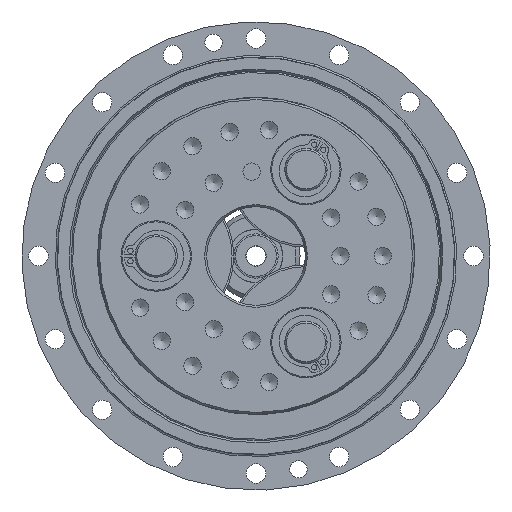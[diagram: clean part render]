
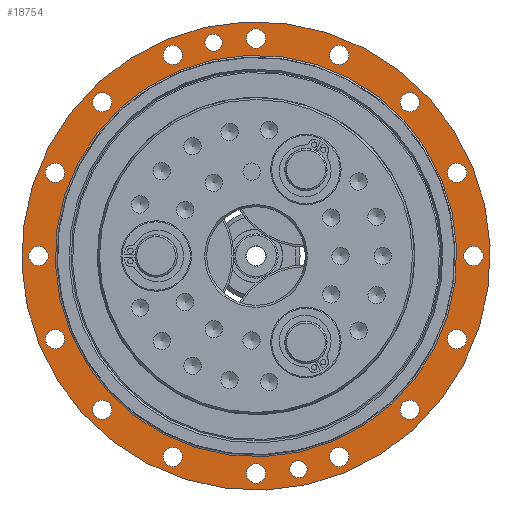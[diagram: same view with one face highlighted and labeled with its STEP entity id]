
A CAD part, left-side view. The second image highlights one B-rep face of the part: STEP entity #18754.
In plain terms, the highlighted planar face has unit normal (-1, 0, 0).
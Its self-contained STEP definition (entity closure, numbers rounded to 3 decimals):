
#526=FACE_BOUND('',#3266,.T.);
#527=FACE_BOUND('',#3267,.T.);
#528=FACE_BOUND('',#3268,.T.);
#529=FACE_BOUND('',#3269,.T.);
#530=FACE_BOUND('',#3270,.T.);
#531=FACE_BOUND('',#3271,.T.);
#532=FACE_BOUND('',#3272,.T.);
#533=FACE_BOUND('',#3273,.T.);
#534=FACE_BOUND('',#3274,.T.);
#535=FACE_BOUND('',#3275,.T.);
#536=FACE_BOUND('',#3276,.T.);
#537=FACE_BOUND('',#3277,.T.);
#538=FACE_BOUND('',#3278,.T.);
#539=FACE_BOUND('',#3279,.T.);
#540=FACE_BOUND('',#3280,.T.);
#541=FACE_BOUND('',#3281,.T.);
#542=FACE_BOUND('',#3282,.T.);
#543=FACE_BOUND('',#3283,.T.);
#544=FACE_BOUND('',#3284,.T.);
#939=PLANE('',#21408);
#1990=FACE_OUTER_BOUND('',#3265,.T.);
#3265=EDGE_LOOP('',(#15905));
#3266=EDGE_LOOP('',(#15906));
#3267=EDGE_LOOP('',(#15907));
#3268=EDGE_LOOP('',(#15908));
#3269=EDGE_LOOP('',(#15909));
#3270=EDGE_LOOP('',(#15910));
#3271=EDGE_LOOP('',(#15911));
#3272=EDGE_LOOP('',(#15912));
#3273=EDGE_LOOP('',(#15913));
#3274=EDGE_LOOP('',(#15914));
#3275=EDGE_LOOP('',(#15915));
#3276=EDGE_LOOP('',(#15916));
#3277=EDGE_LOOP('',(#15917));
#3278=EDGE_LOOP('',(#15918));
#3279=EDGE_LOOP('',(#15919));
#3280=EDGE_LOOP('',(#15920));
#3281=EDGE_LOOP('',(#15921));
#3282=EDGE_LOOP('',(#15922));
#3283=EDGE_LOOP('',(#15923));
#3284=EDGE_LOOP('',(#15924));
#4799=CIRCLE('',#21316,66.5);
#4809=CIRCLE('',#21334,2.75);
#4811=CIRCLE('',#21337,2.75);
#4813=CIRCLE('',#21340,2.75);
#4815=CIRCLE('',#21343,2.75);
#4817=CIRCLE('',#21346,2.75);
#4819=CIRCLE('',#21349,2.75);
#4821=CIRCLE('',#21352,2.75);
#4823=CIRCLE('',#21355,2.75);
#4825=CIRCLE('',#21358,2.75);
#4827=CIRCLE('',#21361,2.75);
#4829=CIRCLE('',#21364,2.75);
#4831=CIRCLE('',#21367,2.75);
#4833=CIRCLE('',#21370,2.75);
#4835=CIRCLE('',#21373,2.75);
#4837=CIRCLE('',#21376,2.75);
#4839=CIRCLE('',#21379,2.75);
#4841=CIRCLE('',#21382,2.459);
#4843=CIRCLE('',#21385,2.459);
#4857=CIRCLE('',#21409,57.);
#8324=VERTEX_POINT('',#34498);
#8334=VERTEX_POINT('',#34531);
#8336=VERTEX_POINT('',#34537);
#8338=VERTEX_POINT('',#34543);
#8340=VERTEX_POINT('',#34549);
#8342=VERTEX_POINT('',#34555);
#8344=VERTEX_POINT('',#34561);
#8346=VERTEX_POINT('',#34567);
#8348=VERTEX_POINT('',#34573);
#8350=VERTEX_POINT('',#34579);
#8352=VERTEX_POINT('',#34585);
#8354=VERTEX_POINT('',#34591);
#8356=VERTEX_POINT('',#34597);
#8358=VERTEX_POINT('',#34603);
#8360=VERTEX_POINT('',#34609);
#8362=VERTEX_POINT('',#34615);
#8364=VERTEX_POINT('',#34621);
#8366=VERTEX_POINT('',#34627);
#8368=VERTEX_POINT('',#34633);
#8382=VERTEX_POINT('',#34678);
#10825=EDGE_CURVE('',#8324,#8324,#4799,.T.);
#10839=EDGE_CURVE('',#8334,#8334,#4809,.T.);
#10842=EDGE_CURVE('',#8336,#8336,#4811,.T.);
#10845=EDGE_CURVE('',#8338,#8338,#4813,.T.);
#10848=EDGE_CURVE('',#8340,#8340,#4815,.T.);
#10851=EDGE_CURVE('',#8342,#8342,#4817,.T.);
#10854=EDGE_CURVE('',#8344,#8344,#4819,.T.);
#10857=EDGE_CURVE('',#8346,#8346,#4821,.T.);
#10860=EDGE_CURVE('',#8348,#8348,#4823,.T.);
#10863=EDGE_CURVE('',#8350,#8350,#4825,.T.);
#10866=EDGE_CURVE('',#8352,#8352,#4827,.T.);
#10869=EDGE_CURVE('',#8354,#8354,#4829,.T.);
#10872=EDGE_CURVE('',#8356,#8356,#4831,.T.);
#10875=EDGE_CURVE('',#8358,#8358,#4833,.T.);
#10878=EDGE_CURVE('',#8360,#8360,#4835,.T.);
#10881=EDGE_CURVE('',#8362,#8362,#4837,.T.);
#10884=EDGE_CURVE('',#8364,#8364,#4839,.T.);
#10887=EDGE_CURVE('',#8366,#8366,#4841,.T.);
#10890=EDGE_CURVE('',#8368,#8368,#4843,.T.);
#10911=EDGE_CURVE('',#8382,#8382,#4857,.T.);
#15905=ORIENTED_EDGE('',*,*,#10825,.T.);
#15906=ORIENTED_EDGE('',*,*,#10839,.T.);
#15907=ORIENTED_EDGE('',*,*,#10842,.T.);
#15908=ORIENTED_EDGE('',*,*,#10845,.T.);
#15909=ORIENTED_EDGE('',*,*,#10848,.T.);
#15910=ORIENTED_EDGE('',*,*,#10851,.T.);
#15911=ORIENTED_EDGE('',*,*,#10854,.T.);
#15912=ORIENTED_EDGE('',*,*,#10857,.T.);
#15913=ORIENTED_EDGE('',*,*,#10860,.T.);
#15914=ORIENTED_EDGE('',*,*,#10863,.T.);
#15915=ORIENTED_EDGE('',*,*,#10866,.T.);
#15916=ORIENTED_EDGE('',*,*,#10869,.T.);
#15917=ORIENTED_EDGE('',*,*,#10872,.T.);
#15918=ORIENTED_EDGE('',*,*,#10875,.T.);
#15919=ORIENTED_EDGE('',*,*,#10878,.T.);
#15920=ORIENTED_EDGE('',*,*,#10881,.T.);
#15921=ORIENTED_EDGE('',*,*,#10884,.T.);
#15922=ORIENTED_EDGE('',*,*,#10887,.T.);
#15923=ORIENTED_EDGE('',*,*,#10890,.T.);
#15924=ORIENTED_EDGE('',*,*,#10911,.F.);
#18754=ADVANCED_FACE('',(#1990,#526,#527,#528,#529,#530,#531,#532,#533,
#534,#535,#536,#537,#538,#539,#540,#541,#542,#543,#544),#939,.F.);
#21316=AXIS2_PLACEMENT_3D('',#34500,#27262,#27263);
#21334=AXIS2_PLACEMENT_3D('',#34532,#27302,#27303);
#21337=AXIS2_PLACEMENT_3D('',#34538,#27309,#27310);
#21340=AXIS2_PLACEMENT_3D('',#34544,#27316,#27317);
#21343=AXIS2_PLACEMENT_3D('',#34550,#27323,#27324);
#21346=AXIS2_PLACEMENT_3D('',#34556,#27330,#27331);
#21349=AXIS2_PLACEMENT_3D('',#34562,#27337,#27338);
#21352=AXIS2_PLACEMENT_3D('',#34568,#27344,#27345);
#21355=AXIS2_PLACEMENT_3D('',#34574,#27351,#27352);
#21358=AXIS2_PLACEMENT_3D('',#34580,#27358,#27359);
#21361=AXIS2_PLACEMENT_3D('',#34586,#27365,#27366);
#21364=AXIS2_PLACEMENT_3D('',#34592,#27372,#27373);
#21367=AXIS2_PLACEMENT_3D('',#34598,#27379,#27380);
#21370=AXIS2_PLACEMENT_3D('',#34604,#27386,#27387);
#21373=AXIS2_PLACEMENT_3D('',#34610,#27393,#27394);
#21376=AXIS2_PLACEMENT_3D('',#34616,#27400,#27401);
#21379=AXIS2_PLACEMENT_3D('',#34622,#27407,#27408);
#21382=AXIS2_PLACEMENT_3D('',#34628,#27414,#27415);
#21385=AXIS2_PLACEMENT_3D('',#34634,#27421,#27422);
#21408=AXIS2_PLACEMENT_3D('',#34677,#27474,#27475);
#21409=AXIS2_PLACEMENT_3D('',#34679,#27476,#27477);
#27262=DIRECTION('center_axis',(-1.,0.,0.));
#27263=DIRECTION('ref_axis',(0.,0.383,0.924));
#27302=DIRECTION('center_axis',(1.,0.,0.));
#27303=DIRECTION('ref_axis',(0.,0.383,0.924));
#27309=DIRECTION('center_axis',(1.,0.,0.));
#27310=DIRECTION('ref_axis',(0.,0.,1.));
#27316=DIRECTION('center_axis',(1.,0.,0.));
#27317=DIRECTION('ref_axis',(0.,-0.383,0.924));
#27323=DIRECTION('center_axis',(1.,0.,0.));
#27324=DIRECTION('ref_axis',(0.,-0.707,0.707));
#27330=DIRECTION('center_axis',(1.,0.,0.));
#27331=DIRECTION('ref_axis',(0.,-0.924,0.383));
#27337=DIRECTION('center_axis',(1.,0.,0.));
#27338=DIRECTION('ref_axis',(0.,-1.,0.));
#27344=DIRECTION('center_axis',(1.,0.,0.));
#27345=DIRECTION('ref_axis',(0.,-0.924,-0.383));
#27351=DIRECTION('center_axis',(1.,0.,0.));
#27352=DIRECTION('ref_axis',(0.,-0.707,-0.707));
#27358=DIRECTION('center_axis',(1.,0.,0.));
#27359=DIRECTION('ref_axis',(0.,-0.383,-0.924));
#27365=DIRECTION('center_axis',(1.,0.,0.));
#27366=DIRECTION('ref_axis',(0.,0.,-1.));
#27372=DIRECTION('center_axis',(1.,0.,0.));
#27373=DIRECTION('ref_axis',(0.,0.383,-0.924));
#27379=DIRECTION('center_axis',(1.,0.,0.));
#27380=DIRECTION('ref_axis',(0.,0.707,-0.707));
#27386=DIRECTION('center_axis',(1.,0.,0.));
#27387=DIRECTION('ref_axis',(0.,0.924,-0.383));
#27393=DIRECTION('center_axis',(1.,0.,0.));
#27394=DIRECTION('ref_axis',(0.,1.,0.));
#27400=DIRECTION('center_axis',(1.,0.,0.));
#27401=DIRECTION('ref_axis',(0.,0.924,0.383));
#27407=DIRECTION('center_axis',(1.,0.,0.));
#27408=DIRECTION('ref_axis',(0.,0.707,0.707));
#27414=DIRECTION('center_axis',(1.,0.,0.));
#27415=DIRECTION('ref_axis',(0.,0.383,0.924));
#27421=DIRECTION('center_axis',(1.,0.,0.));
#27422=DIRECTION('ref_axis',(0.,-0.383,-0.924));
#27474=DIRECTION('center_axis',(1.,0.,0.));
#27475=DIRECTION('ref_axis',(0.,-0.383,-0.924));
#27476=DIRECTION('center_axis',(-1.,0.,0.));
#27477=DIRECTION('ref_axis',(0.,0.383,0.924));
#34498=CARTESIAN_POINT('',(34.,-25.448,-61.438));
#34500=CARTESIAN_POINT('Origin',(34.,0.,0.));
#34531=CARTESIAN_POINT('',(34.,55.997,-26.171));
#34532=CARTESIAN_POINT('Origin',(34.,57.05,-23.631));
#34537=CARTESIAN_POINT('',(34.,61.75,-2.75));
#34538=CARTESIAN_POINT('Origin',(34.,61.75,0.));
#34543=CARTESIAN_POINT('',(34.,58.102,21.09));
#34544=CARTESIAN_POINT('Origin',(34.,57.05,23.631));
#34549=CARTESIAN_POINT('',(34.,45.608,41.719));
#34550=CARTESIAN_POINT('Origin',(34.,43.664,43.664));
#34555=CARTESIAN_POINT('',(34.,26.171,55.997));
#34556=CARTESIAN_POINT('Origin',(34.,23.631,57.05));
#34561=CARTESIAN_POINT('',(34.,2.75,61.75));
#34562=CARTESIAN_POINT('Origin',(34.,0.,61.75));
#34567=CARTESIAN_POINT('',(34.,-21.09,58.102));
#34568=CARTESIAN_POINT('Origin',(34.,-23.631,57.05));
#34573=CARTESIAN_POINT('',(34.,-41.719,45.608));
#34574=CARTESIAN_POINT('Origin',(34.,-43.664,43.664));
#34579=CARTESIAN_POINT('',(34.,-55.997,26.171));
#34580=CARTESIAN_POINT('Origin',(34.,-57.05,23.631));
#34585=CARTESIAN_POINT('',(34.,-61.75,2.75));
#34586=CARTESIAN_POINT('Origin',(34.,-61.75,0.));
#34591=CARTESIAN_POINT('',(34.,-58.102,-21.09));
#34592=CARTESIAN_POINT('Origin',(34.,-57.05,-23.631));
#34597=CARTESIAN_POINT('',(34.,-45.608,-41.719));
#34598=CARTESIAN_POINT('Origin',(34.,-43.664,-43.664));
#34603=CARTESIAN_POINT('',(34.,-26.171,-55.997));
#34604=CARTESIAN_POINT('Origin',(34.,-23.631,-57.05));
#34609=CARTESIAN_POINT('',(34.,-2.75,-61.75));
#34610=CARTESIAN_POINT('Origin',(34.,0.,-61.75));
#34615=CARTESIAN_POINT('',(34.,21.09,-58.102));
#34616=CARTESIAN_POINT('Origin',(34.,23.631,-57.05));
#34621=CARTESIAN_POINT('',(34.,41.719,-45.608));
#34622=CARTESIAN_POINT('Origin',(34.,43.664,-43.664));
#34627=CARTESIAN_POINT('',(34.,11.106,58.292));
#34628=CARTESIAN_POINT('Origin',(34.,12.047,60.563));
#34633=CARTESIAN_POINT('',(34.,-11.106,-58.292));
#34634=CARTESIAN_POINT('Origin',(34.,-12.047,-60.563));
#34677=CARTESIAN_POINT('Origin',(34.,0.,0.));
#34678=CARTESIAN_POINT('',(34.,21.813,52.661));
#34679=CARTESIAN_POINT('Origin',(34.,0.,0.));
